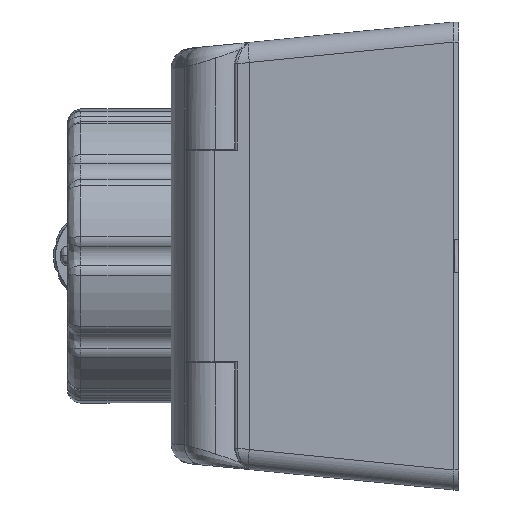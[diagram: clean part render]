
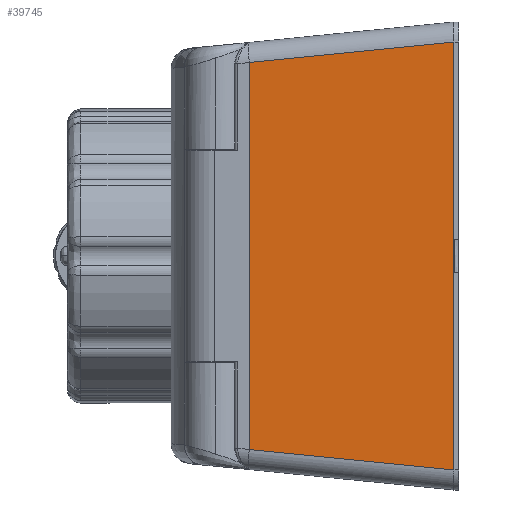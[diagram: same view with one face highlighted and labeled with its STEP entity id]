
A CAD part, left-side view. The second image highlights one B-rep face of the part: STEP entity #39745.
In plain terms, the highlighted planar face has unit normal (-0.998, 0.059, 0).
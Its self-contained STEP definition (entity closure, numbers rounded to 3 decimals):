
#196 = CARTESIAN_POINT ( 'NONE',  ( -22.687, 31.3, 28.942 ) ) ;
#306 = VERTEX_POINT ( 'NONE', #14169 ) ;
#335 = CARTESIAN_POINT ( 'NONE',  ( -22.687, 31.3, 28.943 ) ) ;
#931 = CARTESIAN_POINT ( 'NONE',  ( -24.5, 0.7, -32.002 ) ) ;
#1721 = ORIENTED_EDGE ( 'NONE', *, *, #17678, .T. ) ;
#2235 = LINE ( 'NONE', #38742, #30661 ) ;
#2452 = LINE ( 'NONE', #34925, #4863 ) ;
#2818 = CARTESIAN_POINT ( 'NONE',  ( -22.687, 31.3, -28.942 ) ) ;
#3197 = LINE ( 'NONE', #12761, #22786 ) ;
#3492 = ORIENTED_EDGE ( 'NONE', *, *, #13634, .T. ) ;
#3892 = VERTEX_POINT ( 'NONE', #31839 ) ;
#3950 = CARTESIAN_POINT ( 'NONE',  ( -24.5, 0.7, 32.003 ) ) ;
#4268 = DIRECTION ( 'NONE',  ( 0., 0., -1. ) ) ;
#4427 = ORIENTED_EDGE ( 'NONE', *, *, #10776, .F. ) ;
#4618 = EDGE_CURVE ( 'NONE', #306, #8216, #9744, .T. ) ;
#4863 = VECTOR ( 'NONE', #29076, 1000. ) ;
#5376 = EDGE_CURVE ( 'NONE', #28678, #23451, #12774, .T. ) ;
#6338 = CARTESIAN_POINT ( 'NONE',  ( -24.5, 0.7, 32.003 ) ) ;
#6479 = CARTESIAN_POINT ( 'NONE',  ( -22.687, 31.3, 28.942 ) ) ;
#6492 = FACE_OUTER_BOUND ( 'NONE', #15848, .T. ) ;
#8192 = VERTEX_POINT ( 'NONE', #3950 ) ;
#8216 = VERTEX_POINT ( 'NONE', #16868 ) ;
#8506 = ORIENTED_EDGE ( 'NONE', *, *, #25867, .F. ) ;
#9744 =( BOUNDED_CURVE ( )  B_SPLINE_CURVE ( 3, ( #19660, #931, #35256, #22822 ),
 .UNSPECIFIED., .F., .F. ) 
 B_SPLINE_CURVE_WITH_KNOTS ( ( 4, 4 ),
 ( 6.282, 6.283 ),
 .UNSPECIFIED. ) 
 CURVE ( )  GEOMETRIC_REPRESENTATION_ITEM ( )  RATIONAL_B_SPLINE_CURVE ( ( 1., 1., 1., 1. ) ) 
 REPRESENTATION_ITEM ( '' )  );
#10326 = DIRECTION ( 'NONE',  ( 0., 0., -1. ) ) ;
#10653 = AXIS2_PLACEMENT_3D ( 'NONE', #26752, #26613, #23158 ) ;
#10776 = EDGE_CURVE ( 'NONE', #40324, #8216, #2235, .T. ) ;
#12602 = VERTEX_POINT ( 'NONE', #28026 ) ;
#12761 = CARTESIAN_POINT ( 'NONE',  ( -22.687, 31.3, 35. ) ) ;
#12774 =( BOUNDED_CURVE ( )  B_SPLINE_CURVE ( 3, ( #24554, #21553, #2818, #18303 ),
 .UNSPECIFIED., .F., .F. ) 
 B_SPLINE_CURVE_WITH_KNOTS ( ( 4, 4 ),
 ( 3.141, 3.142 ),
 .UNSPECIFIED. ) 
 CURVE ( )  GEOMETRIC_REPRESENTATION_ITEM ( )  RATIONAL_B_SPLINE_CURVE ( ( 1., 1., 1., 1. ) ) 
 REPRESENTATION_ITEM ( '' )  );
#13092 = CARTESIAN_POINT ( 'NONE',  ( -22.687, 31.3, 28.942 ) ) ;
#13634 = EDGE_CURVE ( 'NONE', #14967, #28678, #3197, .T. ) ;
#14169 = CARTESIAN_POINT ( 'NONE',  ( -24.5, 0.7, -32.003 ) ) ;
#14319 = VECTOR ( 'NONE', #33295, 1000. ) ;
#14967 = VERTEX_POINT ( 'NONE', #35419 ) ;
#15529 = ORIENTED_EDGE ( 'NONE', *, *, #24401, .T. ) ;
#15848 = EDGE_LOOP ( 'NONE', ( #40453, #1721, #15529, #3492, #16585, #37086, #22341, #4427, #32325, #8506 ) ) ;
#16585 = ORIENTED_EDGE ( 'NONE', *, *, #5376, .T. ) ;
#16868 = CARTESIAN_POINT ( 'NONE',  ( -24.5, 0.7, -32. ) ) ;
#16876 = CARTESIAN_POINT ( 'NONE',  ( -24.5, 0.7, -2.5 ) ) ;
#17678 = EDGE_CURVE ( 'NONE', #8192, #18843, #32462, .T. ) ;
#18303 = CARTESIAN_POINT ( 'NONE',  ( -22.687, 31.3, -28.943 ) ) ;
#18843 = VERTEX_POINT ( 'NONE', #24588 ) ;
#19660 = CARTESIAN_POINT ( 'NONE',  ( -24.5, 0.7, -32.003 ) ) ;
#21431 = EDGE_CURVE ( 'NONE', #23451, #306, #2452, .T. ) ;
#21553 = CARTESIAN_POINT ( 'NONE',  ( -22.687, 31.3, -28.942 ) ) ;
#21641 = DIRECTION ( 'NONE',  ( 0., 0., -1. ) ) ;
#21856 = VECTOR ( 'NONE', #34155, 1000. ) ;
#22341 = ORIENTED_EDGE ( 'NONE', *, *, #4618, .T. ) ;
#22773 = CARTESIAN_POINT ( 'NONE',  ( -24.5, 0.7, 35. ) ) ;
#22786 = VECTOR ( 'NONE', #21641, 1000. ) ;
#22822 = CARTESIAN_POINT ( 'NONE',  ( -24.5, 0.7, -32. ) ) ;
#23158 = DIRECTION ( 'NONE',  ( 0.059, 0.998, 0. ) ) ;
#23451 = VERTEX_POINT ( 'NONE', #27719 ) ;
#23791 =( BOUNDED_CURVE ( )  B_SPLINE_CURVE ( 3, ( #28114, #28658, #25086, #6338 ),
 .UNSPECIFIED., .F., .F. ) 
 B_SPLINE_CURVE_WITH_KNOTS ( ( 4, 4 ),
 ( 3.142, 3.143 ),
 .UNSPECIFIED. ) 
 CURVE ( )  GEOMETRIC_REPRESENTATION_ITEM ( )  RATIONAL_B_SPLINE_CURVE ( ( 1., 1., 1., 1. ) ) 
 REPRESENTATION_ITEM ( '' )  );
#24336 = CARTESIAN_POINT ( 'NONE',  ( -24.5, 0.7, 2.5 ) ) ;
#24401 = EDGE_CURVE ( 'NONE', #18843, #14967, #35933, .T. ) ;
#24554 = CARTESIAN_POINT ( 'NONE',  ( -22.687, 31.3, -28.942 ) ) ;
#24588 = CARTESIAN_POINT ( 'NONE',  ( -22.687, 31.3, 28.943 ) ) ;
#25086 = CARTESIAN_POINT ( 'NONE',  ( -24.5, 0.7, 32.002 ) ) ;
#25867 = EDGE_CURVE ( 'NONE', #12602, #3892, #36084, .T. ) ;
#26613 = DIRECTION ( 'NONE',  ( 0.998, -0.059, 0. ) ) ;
#26628 = EDGE_CURVE ( 'NONE', #12602, #8192, #23791, .T. ) ;
#26752 = CARTESIAN_POINT ( 'NONE',  ( -24.5, 0.7, 35. ) ) ;
#27719 = CARTESIAN_POINT ( 'NONE',  ( -22.687, 31.3, -28.943 ) ) ;
#28026 = CARTESIAN_POINT ( 'NONE',  ( -24.5, 0.7, 32. ) ) ;
#28114 = CARTESIAN_POINT ( 'NONE',  ( -24.5, 0.7, 32. ) ) ;
#28658 = CARTESIAN_POINT ( 'NONE',  ( -24.5, 0.7, 32.001 ) ) ;
#28678 = VERTEX_POINT ( 'NONE', #38144 ) ;
#29076 = DIRECTION ( 'NONE',  ( -0.059, -0.993, -0.099 ) ) ;
#30661 = VECTOR ( 'NONE', #4268, 1000. ) ;
#31116 = VECTOR ( 'NONE', #10326, 1000. ) ;
#31839 = CARTESIAN_POINT ( 'NONE',  ( -24.5, 0.7, 2.5 ) ) ;
#31940 = EDGE_CURVE ( 'NONE', #3892, #40324, #40587, .T. ) ;
#32325 = ORIENTED_EDGE ( 'NONE', *, *, #31940, .F. ) ;
#32462 = LINE ( 'NONE', #39197, #14319 ) ;
#33295 = DIRECTION ( 'NONE',  ( 0.059, 0.993, -0.099 ) ) ;
#34155 = DIRECTION ( 'NONE',  ( 0., 0., -1. ) ) ;
#34925 = CARTESIAN_POINT ( 'NONE',  ( -24.108, 7.311, -31.342 ) ) ;
#35256 = CARTESIAN_POINT ( 'NONE',  ( -24.5, 0.7, -32.001 ) ) ;
#35419 = CARTESIAN_POINT ( 'NONE',  ( -22.687, 31.3, 28.942 ) ) ;
#35868 = PLANE ( 'NONE',  #10653 ) ;
#35933 =( BOUNDED_CURVE ( )  B_SPLINE_CURVE ( 3, ( #335, #196, #13092, #6479 ),
 .UNSPECIFIED., .F., .F. ) 
 B_SPLINE_CURVE_WITH_KNOTS ( ( 4, 4 ),
 ( 3.142, 3.142 ),
 .UNSPECIFIED. ) 
 CURVE ( )  GEOMETRIC_REPRESENTATION_ITEM ( )  RATIONAL_B_SPLINE_CURVE ( ( 1., 1., 1., 1. ) ) 
 REPRESENTATION_ITEM ( '' )  );
#36084 = LINE ( 'NONE', #22773, #31116 ) ;
#37086 = ORIENTED_EDGE ( 'NONE', *, *, #21431, .T. ) ;
#38144 = CARTESIAN_POINT ( 'NONE',  ( -22.687, 31.3, -28.942 ) ) ;
#38742 = CARTESIAN_POINT ( 'NONE',  ( -24.5, 0.7, 35. ) ) ;
#39197 = CARTESIAN_POINT ( 'NONE',  ( -24.518, 0.404, 32.032 ) ) ;
#39745 = ADVANCED_FACE ( 'NONE', ( #6492 ), #35868, .F. ) ;
#40324 = VERTEX_POINT ( 'NONE', #16876 ) ;
#40453 = ORIENTED_EDGE ( 'NONE', *, *, #26628, .T. ) ;
#40587 = LINE ( 'NONE', #24336, #21856 ) ;
